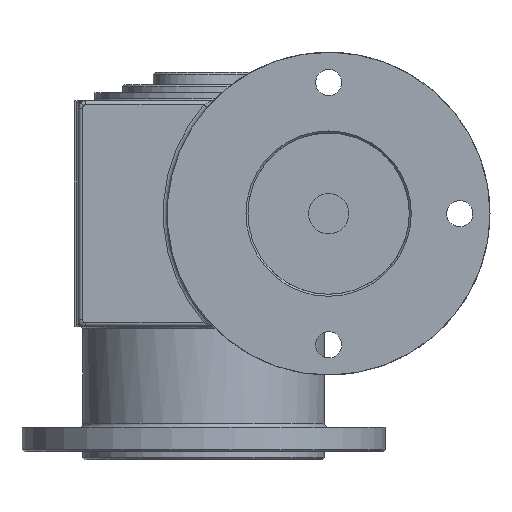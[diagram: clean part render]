
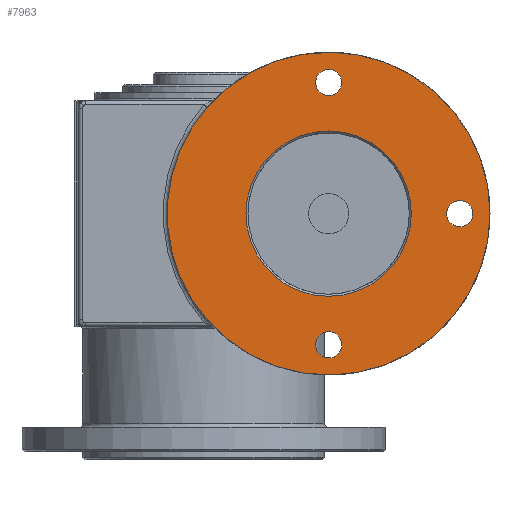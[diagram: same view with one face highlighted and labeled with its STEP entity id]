
A CAD part, left-side view. The second image highlights one B-rep face of the part: STEP entity #7963.
In plain terms, the highlighted planar face has unit normal (-1, 0, 0).
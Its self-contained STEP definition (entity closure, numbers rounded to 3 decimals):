
#7339=CARTESIAN_POINT('',(0.,30.102,-26.341));
#7340=VERTEX_POINT('',#7339);
#7408=CARTESIAN_POINT('',(0.,30.102,26.341));
#7409=VERTEX_POINT('',#7408);
#7410=CARTESIAN_POINT('',(0.,30.102,26.342));
#7411=VERTEX_POINT('',#7410);
#7412=CARTESIAN_POINT('',(0.,0.0,0.0));
#7413=DIRECTION('',(1.0,0.0,0.0));
#7414=DIRECTION('',(0.0,1.0,0.0));
#7415=AXIS2_PLACEMENT_3D('',#7412,#7413,#7414);
#7416=CIRCLE('',#7415,40.0);
#7417=EDGE_CURVE('',#7409,#7411,#7416,.T.);
#7517=CARTESIAN_POINT('',(0.,0.0,0.0));
#7518=DIRECTION('',(1.0,0.0,0.0));
#7519=DIRECTION('',(0.0,1.0,0.0));
#7520=AXIS2_PLACEMENT_3D('',#7517,#7518,#7519);
#7521=CIRCLE('',#7520,40.0);
#7522=EDGE_CURVE('',#7340,#7409,#7521,.T.);
#7879=CARTESIAN_POINT('',(0.,20.5,0.));
#7880=VERTEX_POINT('',#7879);
#7881=CARTESIAN_POINT('',(0.,0.0,0.0));
#7882=DIRECTION('',(-1.0,0.0,0.0));
#7883=DIRECTION('',(0.0,-1.0,0.0));
#7884=AXIS2_PLACEMENT_3D('',#7881,#7882,#7883);
#7885=CIRCLE('',#7884,20.5);
#7886=EDGE_CURVE('',#7880,#7880,#7885,.T.);
#7911=CARTESIAN_POINT('',(0.,30.0,0.0));
#7912=DIRECTION('',(-1.0,0.0,0.0));
#7913=DIRECTION('',(0.0,0.0,1.0));
#7914=AXIS2_PLACEMENT_3D('',#7911,#7912,#7913);
#7915=PLANE('',#7914);
#7916=ORIENTED_EDGE('',*,*,#7522,.F.);
#7917=CARTESIAN_POINT('',(0.,0.0,0.0));
#7918=DIRECTION('',(1.0,0.0,0.0));
#7919=DIRECTION('',(0.0,1.0,0.0));
#7920=AXIS2_PLACEMENT_3D('',#7917,#7918,#7919);
#7921=CIRCLE('',#7920,40.0);
#7922=EDGE_CURVE('',#7411,#7340,#7921,.T.);
#7923=ORIENTED_EDGE('',*,*,#7922,.F.);
#7924=ORIENTED_EDGE('',*,*,#7417,.F.);
#7925=EDGE_LOOP('',(#7916,#7923,#7924));
#7926=FACE_OUTER_BOUND('',#7925,.T.);
#7927=CARTESIAN_POINT('',(0.0,-32.5,3.25));
#7928=VERTEX_POINT('',#7927);
#7929=CARTESIAN_POINT('',(0.0,-32.5,0.));
#7930=DIRECTION('',(1.0,0.0,0.0));
#7931=DIRECTION('',(0.0,0.0,-1.0));
#7932=AXIS2_PLACEMENT_3D('',#7929,#7930,#7931);
#7933=CIRCLE('',#7932,3.25);
#7934=EDGE_CURVE('',#7928,#7928,#7933,.T.);
#7935=ORIENTED_EDGE('',*,*,#7934,.T.);
#7936=EDGE_LOOP('',(#7935));
#7937=FACE_BOUND('',#7936,.T.);
#7938=CARTESIAN_POINT('',(0.0,0.,35.75));
#7939=VERTEX_POINT('',#7938);
#7940=CARTESIAN_POINT('',(0.0,0.,32.5));
#7941=DIRECTION('',(1.0,0.0,0.0));
#7942=DIRECTION('',(0.0,0.0,-1.0));
#7943=AXIS2_PLACEMENT_3D('',#7940,#7941,#7942);
#7944=CIRCLE('',#7943,3.25);
#7945=EDGE_CURVE('',#7939,#7939,#7944,.T.);
#7946=ORIENTED_EDGE('',*,*,#7945,.T.);
#7947=EDGE_LOOP('',(#7946));
#7948=FACE_BOUND('',#7947,.T.);
#7949=CARTESIAN_POINT('',(0.0,0.,-29.25));
#7950=VERTEX_POINT('',#7949);
#7951=CARTESIAN_POINT('',(0.0,0.,-32.5));
#7952=DIRECTION('',(1.0,0.0,0.0));
#7953=DIRECTION('',(0.0,0.0,-1.0));
#7954=AXIS2_PLACEMENT_3D('',#7951,#7952,#7953);
#7955=CIRCLE('',#7954,3.25);
#7956=EDGE_CURVE('',#7950,#7950,#7955,.T.);
#7957=ORIENTED_EDGE('',*,*,#7956,.T.);
#7958=EDGE_LOOP('',(#7957));
#7959=FACE_BOUND('',#7958,.T.);
#7960=ORIENTED_EDGE('',*,*,#7886,.F.);
#7961=EDGE_LOOP('',(#7960));
#7962=FACE_BOUND('',#7961,.T.);
#7963=ADVANCED_FACE('',(#7926,#7937,#7948,#7959,#7962),#7915,.T.);
